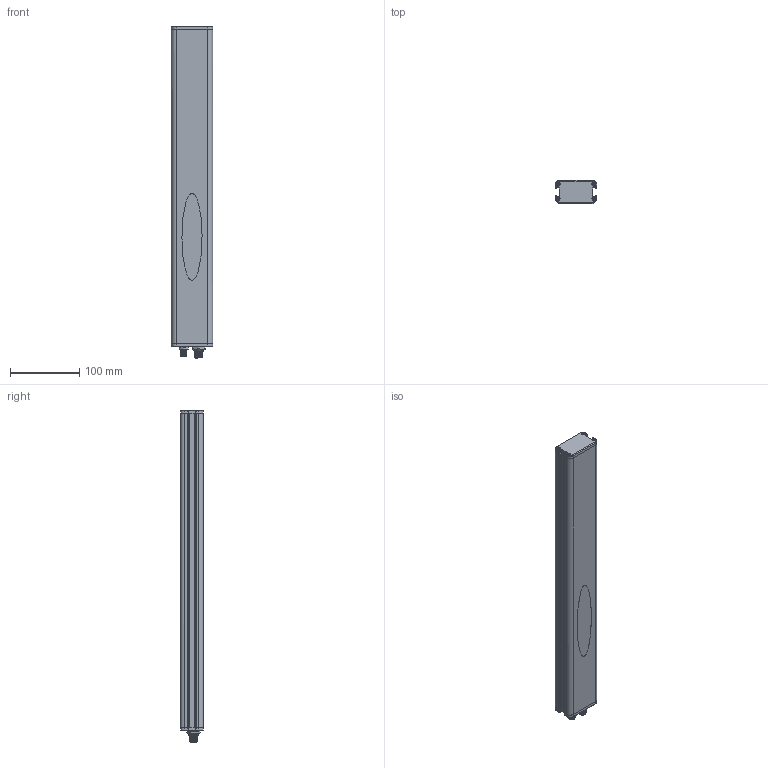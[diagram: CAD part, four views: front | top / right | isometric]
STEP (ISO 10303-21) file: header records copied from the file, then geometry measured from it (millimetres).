
FILE_DESCRIPTION((''),'2;1');
FILE_NAME('142122_SW','2012-04-11T',('banengservice'),('BANNER ENGINEERING'),'PRO/ENGINEER BY PARAMETRIC TECHNOLOGY CORPORATION, 2009141','PRO/ENGINEER BY PARAMETRIC TECHNOLOGY CORPORATION, 2009141','');
FILE_SCHEMA(('CONFIG_CONTROL_DESIGN'));
Products named in the file (1): 142122_SW
Bounding box: 59.4 x 32.7 x 478.26 mm (x, y, z)
Volume: 307481.1 mm3; surface area: 197576.1 mm2
Topology: 1 solids, 1 shells, 821 faces, 2251 edges, 1454 vertices
Faces by surface type: plane 413, cylinder 300, bspline 52, cone 26, torus 20, sphere 8, extrusion 2
Entity records: 45117 total; most frequent: CARTESIAN_POINT 24538, ORIENTED_EDGE 4502, DIRECTION 4045, EDGE_CURVE 2251, VERTEX_POINT 1454, AXIS2_PLACEMENT_3D 1425, VECTOR 1195, LINE 1193
